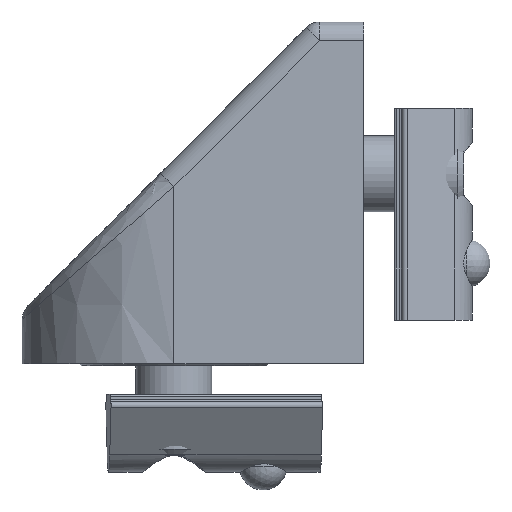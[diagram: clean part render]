
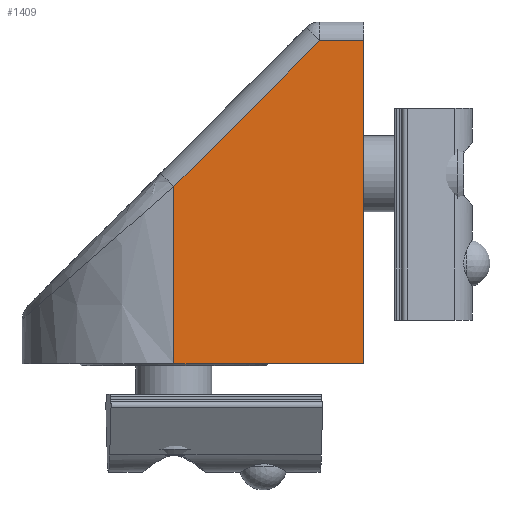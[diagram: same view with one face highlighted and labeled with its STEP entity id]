
A CAD part, front view. The second image highlights one B-rep face of the part: STEP entity #1409.
In plain terms, the highlighted planar face has unit normal (0, -1, 0.009).
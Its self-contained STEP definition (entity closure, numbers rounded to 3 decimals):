
#75=PLANE('',#1609);
#137=LINE('',#2526,#230);
#141=LINE('',#2556,#234);
#150=LINE('',#2573,#243);
#151=LINE('',#2575,#244);
#152=LINE('',#2576,#245);
#230=VECTOR('',#1788,1000.);
#234=VECTOR('',#1818,1000.);
#243=VECTOR('',#1837,1000.);
#244=VECTOR('',#1840,1000.);
#245=VECTOR('',#1841,1000.);
#361=FACE_OUTER_BOUND('',#441,.T.);
#441=EDGE_LOOP('',(#1024,#1025,#1026,#1027,#1028));
#623=VERTEX_POINT('',#2237);
#627=VERTEX_POINT('',#2524);
#639=VERTEX_POINT('',#2553);
#640=VERTEX_POINT('',#2555);
#643=VERTEX_POINT('',#2571);
#774=EDGE_CURVE('',#623,#627,#137,.T.);
#788=EDGE_CURVE('',#640,#639,#141,.T.);
#798=EDGE_CURVE('',#643,#639,#150,.T.);
#799=EDGE_CURVE('',#627,#640,#151,.T.);
#800=EDGE_CURVE('',#643,#623,#152,.T.);
#1024=ORIENTED_EDGE('',*,*,#799,.T.);
#1025=ORIENTED_EDGE('',*,*,#788,.T.);
#1026=ORIENTED_EDGE('',*,*,#798,.F.);
#1027=ORIENTED_EDGE('',*,*,#800,.T.);
#1028=ORIENTED_EDGE('',*,*,#774,.T.);
#1409=ADVANCED_FACE('',(#361),#75,.T.);
#1609=AXIS2_PLACEMENT_3D('',#2574,#1838,#1839);
#1788=DIRECTION('',(0.,-0.009,-1.));
#1818=DIRECTION('',(0.,0.009,1.));
#1837=DIRECTION('',(1.,0.,0.));
#1838=DIRECTION('center_axis',(0.,-1.,0.009));
#1839=DIRECTION('ref_axis',(0.,-0.009,-1.));
#1840=DIRECTION('',(1.,0.,0.));
#1841=DIRECTION('',(-0.707,-0.006,-0.707));
#2237=CARTESIAN_POINT('',(-45.756,-33.219,0.665));
#2524=CARTESIAN_POINT('',(-45.756,-33.382,-18.));
#2526=CARTESIAN_POINT('',(-45.756,-33.382,-18.));
#2553=CARTESIAN_POINT('',(-25.756,-33.085,16.017));
#2555=CARTESIAN_POINT('',(-25.756,-33.382,-18.));
#2556=CARTESIAN_POINT('',(-25.756,-33.382,-18.));
#2571=CARTESIAN_POINT('',(-30.404,-33.085,16.017));
#2573=CARTESIAN_POINT('',(-45.756,-33.085,16.017));
#2574=CARTESIAN_POINT('Origin',(-25.756,-33.382,-18.));
#2575=CARTESIAN_POINT('',(-25.756,-33.382,-18.));
#2576=CARTESIAN_POINT('',(-30.404,-33.085,16.017));
